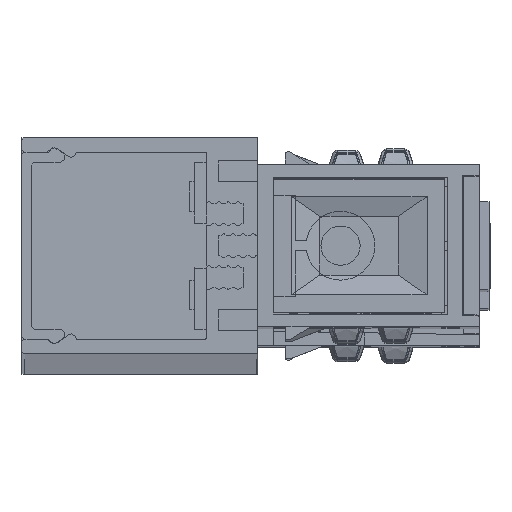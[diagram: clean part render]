
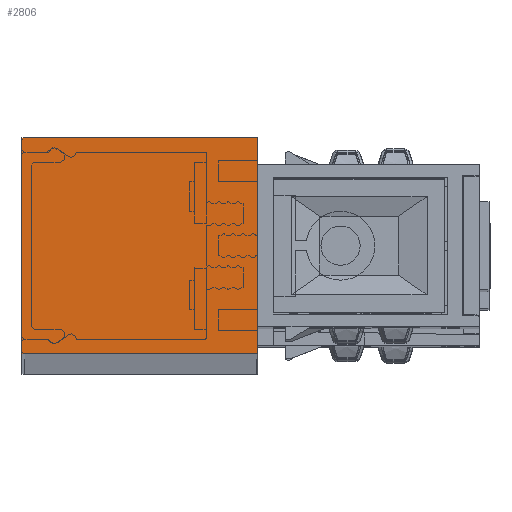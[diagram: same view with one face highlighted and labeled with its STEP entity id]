
A CAD part, top view. The second image highlights one B-rep face of the part: STEP entity #2806.
In plain terms, the highlighted planar face has unit normal (0, 0, 1).
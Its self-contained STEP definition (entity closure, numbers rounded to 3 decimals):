
#247=DIRECTION('',(-1.,0.,0.));
#248=VECTOR('',#247,24.);
#249=CARTESIAN_POINT('',(24.,11.,602.));
#250=LINE('',#249,#248);
#251=DIRECTION('',(0.,1.,0.));
#252=VECTOR('',#251,22.);
#253=CARTESIAN_POINT('',(24.,-11.,602.));
#254=LINE('',#253,#252);
#255=DIRECTION('',(1.,0.,0.));
#256=VECTOR('',#255,24.);
#257=CARTESIAN_POINT('',(0.,-11.,602.));
#258=LINE('',#257,#256);
#259=DIRECTION('',(0.,-1.,0.));
#260=VECTOR('',#259,22.);
#261=CARTESIAN_POINT('',(0.,11.,602.));
#262=LINE('',#261,#260);
#1545=CARTESIAN_POINT('',(24.,11.,602.));
#1546=CARTESIAN_POINT('',(0.,11.,602.));
#1547=VERTEX_POINT('',#1545);
#1548=VERTEX_POINT('',#1546);
#1549=CARTESIAN_POINT('',(0.,-11.,602.));
#1550=VERTEX_POINT('',#1549);
#1551=CARTESIAN_POINT('',(24.,-11.,602.));
#1552=VERTEX_POINT('',#1551);
#2795=CARTESIAN_POINT('',(0.,0.,602.));
#2796=DIRECTION('',(0.,0.,1.));
#2797=DIRECTION('',(0.,1.,0.));
#2798=AXIS2_PLACEMENT_3D('',#2795,#2796,#2797);
#2799=PLANE('',#2798);
#2800=ORIENTED_EDGE('',*,*,#2333,.F.);
#2801=ORIENTED_EDGE('',*,*,#2671,.F.);
#2802=ORIENTED_EDGE('',*,*,#2776,.F.);
#2803=ORIENTED_EDGE('',*,*,#2732,.F.);
#2804=EDGE_LOOP('',(#2800,#2801,#2802,#2803));
#2805=FACE_OUTER_BOUND('',#2804,.F.);
#2333=EDGE_CURVE('',#1547,#1548,#250,.T.);
#2671=EDGE_CURVE('',#1552,#1547,#254,.T.);
#2732=EDGE_CURVE('',#1548,#1550,#262,.T.);
#2776=EDGE_CURVE('',#1550,#1552,#258,.T.);
#2806=ADVANCED_FACE('',(#2805),#2799,.T.);
